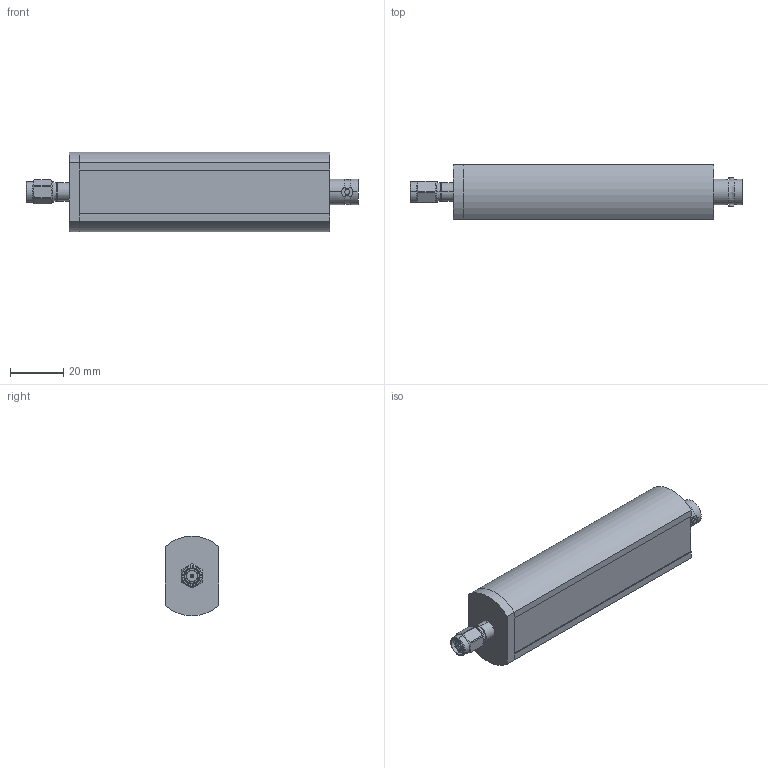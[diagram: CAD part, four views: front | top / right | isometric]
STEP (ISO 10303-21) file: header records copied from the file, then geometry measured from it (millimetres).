
FILE_DESCRIPTION (( 'STEP AP203' ), '1' );
FILE_NAME ('PE85N1007.step', '2018-07-30T15:14:18', ( '' ), ( '' ), 'SwSTEP 2.0', 'SolidWorks 2017', '' );
FILE_SCHEMA (( 'CONFIG_CONTROL_DESIGN' ));
Products named in the file (1): PE85N1007
Bounding box: 124.97 x 20.32 x 29.92 mm (x, y, z)
Volume: 54952.3 mm3; surface area: 11281.2 mm2
Topology: 1 solids, 1 shells, 1604 faces, 4309 edges, 2862 vertices
Faces by surface type: plane 1041, bspline 396, cylinder 144, cone 17, torus 6
Entity records: 68645 total; most frequent: CARTESIAN_POINT 30921, ORIENTED_EDGE 8618, DIRECTION 6177, EDGE_CURVE 4309, VECTOR 3163, LINE 3163, VERTEX_POINT 2862, EDGE_LOOP 1759
